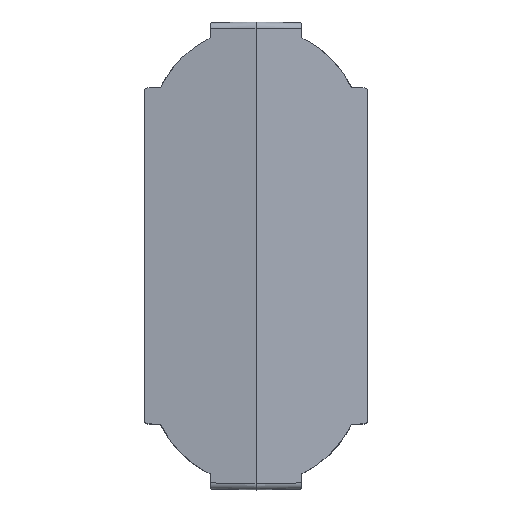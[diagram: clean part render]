
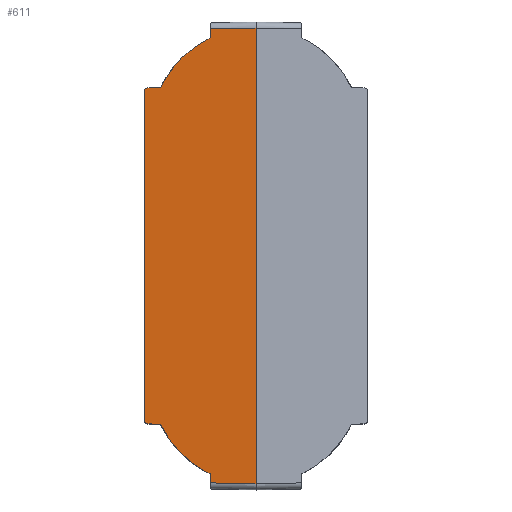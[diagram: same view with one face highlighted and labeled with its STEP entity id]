
A CAD part, top view. The second image highlights one B-rep face of the part: STEP entity #611.
In plain terms, the highlighted planar face has unit normal (-0.087, 0, 0.996).
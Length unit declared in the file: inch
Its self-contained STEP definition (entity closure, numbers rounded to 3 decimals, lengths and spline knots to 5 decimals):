
#10 = CARTESIAN_POINT ( 'NONE',  ( -0.44535, -0.68556, 0.20104 ) ) ;
#62 = EDGE_CURVE ( 'NONE', #2299, #789, #3791, .T. ) ;
#166 = DIRECTION ( 'NONE',  ( 0.996, -0.017, 0.087 ) ) ;
#236 = ORIENTED_EDGE ( 'NONE', *, *, #2121, .T. ) ;
#262 = VERTEX_POINT ( 'NONE', #1093 ) ;
#339 =( BOUNDED_CURVE ( )  B_SPLINE_CURVE ( 3, ( #3336, #4086, #1614, #3073 ),
 .UNSPECIFIED., .F., .F. ) 
 B_SPLINE_CURVE_WITH_KNOTS ( ( 4, 4 ),
 ( 0.4484, 1.12239 ),
 .UNSPECIFIED. ) 
 CURVE ( )  GEOMETRIC_REPRESENTATION_ITEM ( )  RATIONAL_B_SPLINE_CURVE ( ( 1., 0.963, 0.963, 1. ) ) 
 REPRESENTATION_ITEM ( '' )  );
#359 = DIRECTION ( 'NONE',  ( 0.996, 0., 0.087 ) ) ;
#361 = EDGE_CURVE ( 'NONE', #391, #1140, #4148, .T. ) ;
#384 = AXIS2_PLACEMENT_3D ( 'NONE', #2432, #3568, #359 ) ;
#391 = VERTEX_POINT ( 'NONE', #3958 ) ;
#421 = CARTESIAN_POINT ( 'NONE',  ( -0.1875, 0., 0.2236 ) ) ;
#426 = CARTESIAN_POINT ( 'NONE',  ( -0.38974, -0.6875, 0.2059 ) ) ;
#443 = EDGE_CURVE ( 'NONE', #4018, #4088, #1607, .T. ) ;
#611 = ADVANCED_FACE ( 'NONE', ( #1353 ), #2784, .T. ) ;
#638 = VECTOR ( 'NONE', #4012, 39.37008 ) ;
#707 = ORIENTED_EDGE ( 'NONE', *, *, #1301, .T. ) ;
#723 = CARTESIAN_POINT ( 'NONE',  ( 0., -0.93003, 0.24 ) ) ;
#738 = CARTESIAN_POINT ( 'NONE',  ( -0.38974, 0.6875, 0.2059 ) ) ;
#752 = EDGE_CURVE ( 'NONE', #789, #1764, #2550, .T. ) ;
#755 = CARTESIAN_POINT ( 'NONE',  ( 0., 0.93003, 0.24 ) ) ;
#789 = VERTEX_POINT ( 'NONE', #723 ) ;
#815 = EDGE_CURVE ( 'NONE', #4088, #3334, #339, .T. ) ;
#883 = ORIENTED_EDGE ( 'NONE', *, *, #443, .T. ) ;
#963 = EDGE_CURVE ( 'NONE', #3954, #1140, #2404, .T. ) ;
#1025 = LINE ( 'NONE', #3543, #3702 ) ;
#1028 = CARTESIAN_POINT ( 'NONE',  ( -0.01611, 0.92975, 0.23859 ) ) ;
#1093 = CARTESIAN_POINT ( 'NONE',  ( -0.455, 0.67556, 0.20019 ) ) ;
#1110 = CARTESIAN_POINT ( 'NONE',  ( -0.455, -0.68126, 0.20019 ) ) ;
#1140 = VERTEX_POINT ( 'NONE', #738 ) ;
#1160 = CARTESIAN_POINT ( 'NONE',  ( -0.1875, 0.88974, 0.2236 ) ) ;
#1230 = VERTEX_POINT ( 'NONE', #3416 ) ;
#1252 = DIRECTION ( 'NONE',  ( 0.996, -0.035, 0.087 ) ) ;
#1284 = ORIENTED_EDGE ( 'NONE', *, *, #3192, .T. ) ;
#1301 = EDGE_CURVE ( 'NONE', #1764, #4418, #3149, .T. ) ;
#1353 = FACE_OUTER_BOUND ( 'NONE', #4050, .T. ) ;
#1469 = CARTESIAN_POINT ( 'NONE',  ( -0.3468, 0.77676, 0.20966 ) ) ;
#1535 =( BOUNDED_CURVE ( )  B_SPLINE_CURVE ( 3, ( #2490, #1110, #3898, #10 ),
 .UNSPECIFIED., .F., .F. ) 
 B_SPLINE_CURVE_WITH_KNOTS ( ( 4, 4 ),
 ( 0., 1.53589 ),
 .UNSPECIFIED. ) 
 CURVE ( )  GEOMETRIC_REPRESENTATION_ITEM ( )  RATIONAL_B_SPLINE_CURVE ( ( 1., 0.813, 0.813, 1. ) ) 
 REPRESENTATION_ITEM ( '' )  );
#1607 = LINE ( 'NONE', #3045, #3981 ) ;
#1614 = CARTESIAN_POINT ( 'NONE',  ( -0.27676, -0.8468, 0.21579 ) ) ;
#1620 = ORIENTED_EDGE ( 'NONE', *, *, #3929, .T. ) ;
#1648 = VECTOR ( 'NONE', #3790, 39.37008 ) ;
#1708 = VECTOR ( 'NONE', #3685, 39.37008 ) ;
#1714 = CARTESIAN_POINT ( 'NONE',  ( -0.1875, -0.88974, 0.2236 ) ) ;
#1750 = CARTESIAN_POINT ( 'NONE',  ( -0.44535, 0.68556, 0.20104 ) ) ;
#1764 = VERTEX_POINT ( 'NONE', #755 ) ;
#1953 = ORIENTED_EDGE ( 'NONE', *, *, #62, .T. ) ;
#2059 = DIRECTION ( 'NONE',  ( -0.996, -0.017, -0.087 ) ) ;
#2121 = EDGE_CURVE ( 'NONE', #4418, #391, #4343, .T. ) ;
#2299 = VERTEX_POINT ( 'NONE', #4626 ) ;
#2341 =( BOUNDED_CURVE ( )  B_SPLINE_CURVE ( 3, ( #3624, #3975, #2535, #3579 ),
 .UNSPECIFIED., .F., .F. ) 
 B_SPLINE_CURVE_WITH_KNOTS ( ( 4, 4 ),
 ( 1.6057, 3.14159 ),
 .UNSPECIFIED. ) 
 CURVE ( )  GEOMETRIC_REPRESENTATION_ITEM ( )  RATIONAL_B_SPLINE_CURVE ( ( 1., 0.813, 0.813, 1. ) ) 
 REPRESENTATION_ITEM ( '' )  );
#2404 = LINE ( 'NONE', #3118, #3298 ) ;
#2432 = CARTESIAN_POINT ( 'NONE',  ( 0., 0., 0.24 ) ) ;
#2490 = CARTESIAN_POINT ( 'NONE',  ( -0.455, -0.67556, 0.20019 ) ) ;
#2535 = CARTESIAN_POINT ( 'NONE',  ( -0.455, 0.68126, 0.20019 ) ) ;
#2550 = LINE ( 'NONE', #3991, #1708 ) ;
#2591 = CARTESIAN_POINT ( 'NONE',  ( -0.27676, 0.8468, 0.21579 ) ) ;
#2664 = LINE ( 'NONE', #4107, #1648 ) ;
#2784 = PLANE ( 'NONE',  #384 ) ;
#2884 = ORIENTED_EDGE ( 'NONE', *, *, #4331, .T. ) ;
#3045 = CARTESIAN_POINT ( 'NONE',  ( -0.02427, -0.70026, 0.23788 ) ) ;
#3073 = CARTESIAN_POINT ( 'NONE',  ( -0.1875, -0.88974, 0.2236 ) ) ;
#3118 = CARTESIAN_POINT ( 'NONE',  ( -0.02427, 0.70026, 0.23788 ) ) ;
#3123 = CARTESIAN_POINT ( 'NONE',  ( -0.44535, -0.68556, 0.20104 ) ) ;
#3139 = DIRECTION ( 'NONE',  ( 0.996, 0.035, 0.087 ) ) ;
#3148 = VECTOR ( 'NONE', #2059, 39.37008 ) ;
#3149 = LINE ( 'NONE', #1028, #3148 ) ;
#3192 = EDGE_CURVE ( 'NONE', #3334, #2299, #2664, .T. ) ;
#3297 = CARTESIAN_POINT ( 'NONE',  ( -0.1875, 0.92676, 0.2236 ) ) ;
#3298 = VECTOR ( 'NONE', #3139, 39.37008 ) ;
#3300 = ORIENTED_EDGE ( 'NONE', *, *, #963, .F. ) ;
#3334 = VERTEX_POINT ( 'NONE', #1714 ) ;
#3336 = CARTESIAN_POINT ( 'NONE',  ( -0.38974, -0.6875, 0.2059 ) ) ;
#3416 = CARTESIAN_POINT ( 'NONE',  ( -0.455, -0.67556, 0.20019 ) ) ;
#3543 = CARTESIAN_POINT ( 'NONE',  ( -0.455, 0., 0.20019 ) ) ;
#3568 = DIRECTION ( 'NONE',  ( -0.087, 0., 0.996 ) ) ;
#3579 = CARTESIAN_POINT ( 'NONE',  ( -0.455, 0.67556, 0.20019 ) ) ;
#3624 = CARTESIAN_POINT ( 'NONE',  ( -0.44535, 0.68556, 0.20104 ) ) ;
#3665 = ORIENTED_EDGE ( 'NONE', *, *, #4303, .T. ) ;
#3676 = VECTOR ( 'NONE', #166, 39.37008 ) ;
#3685 = DIRECTION ( 'NONE',  ( 0., 1., 0. ) ) ;
#3702 = VECTOR ( 'NONE', #4617, 39.37008 ) ;
#3728 = CARTESIAN_POINT ( 'NONE',  ( 0.00043, -0.93004, 0.24004 ) ) ;
#3790 = DIRECTION ( 'NONE',  ( 0., -1., 0. ) ) ;
#3791 = LINE ( 'NONE', #3728, #3676 ) ;
#3862 = ORIENTED_EDGE ( 'NONE', *, *, #361, .T. ) ;
#3898 = CARTESIAN_POINT ( 'NONE',  ( -0.45104, -0.68536, 0.20054 ) ) ;
#3929 = EDGE_CURVE ( 'NONE', #262, #1230, #1025, .T. ) ;
#3954 = VERTEX_POINT ( 'NONE', #1750 ) ;
#3958 = CARTESIAN_POINT ( 'NONE',  ( -0.1875, 0.88974, 0.2236 ) ) ;
#3975 = CARTESIAN_POINT ( 'NONE',  ( -0.45104, 0.68536, 0.20054 ) ) ;
#3981 = VECTOR ( 'NONE', #1252, 39.37008 ) ;
#3991 = CARTESIAN_POINT ( 'NONE',  ( 0., 0., 0.24 ) ) ;
#4004 = ORIENTED_EDGE ( 'NONE', *, *, #752, .T. ) ;
#4012 = DIRECTION ( 'NONE',  ( 0., -1., 0. ) ) ;
#4018 = VERTEX_POINT ( 'NONE', #3123 ) ;
#4050 = EDGE_LOOP ( 'NONE', ( #1284, #1953, #4004, #707, #236, #3862, #3300, #3665, #1620, #2884, #883, #4314 ) ) ;
#4086 = CARTESIAN_POINT ( 'NONE',  ( -0.3468, -0.77676, 0.20966 ) ) ;
#4088 = VERTEX_POINT ( 'NONE', #426 ) ;
#4107 = CARTESIAN_POINT ( 'NONE',  ( -0.1875, 0., 0.2236 ) ) ;
#4148 =( BOUNDED_CURVE ( )  B_SPLINE_CURVE ( 3, ( #1160, #2591, #1469, #4365 ),
 .UNSPECIFIED., .F., .F. ) 
 B_SPLINE_CURVE_WITH_KNOTS ( ( 4, 4 ),
 ( 5.16079, 5.83478 ),
 .UNSPECIFIED. ) 
 CURVE ( )  GEOMETRIC_REPRESENTATION_ITEM ( )  RATIONAL_B_SPLINE_CURVE ( ( 1., 0.963, 0.963, 1. ) ) 
 REPRESENTATION_ITEM ( '' )  );
#4303 = EDGE_CURVE ( 'NONE', #3954, #262, #2341, .T. ) ;
#4314 = ORIENTED_EDGE ( 'NONE', *, *, #815, .T. ) ;
#4331 = EDGE_CURVE ( 'NONE', #1230, #4018, #1535, .T. ) ;
#4343 = LINE ( 'NONE', #421, #638 ) ;
#4365 = CARTESIAN_POINT ( 'NONE',  ( -0.38974, 0.6875, 0.2059 ) ) ;
#4418 = VERTEX_POINT ( 'NONE', #3297 ) ;
#4617 = DIRECTION ( 'NONE',  ( 0., -1., 0. ) ) ;
#4626 = CARTESIAN_POINT ( 'NONE',  ( -0.1875, -0.92676, 0.2236 ) ) ;
